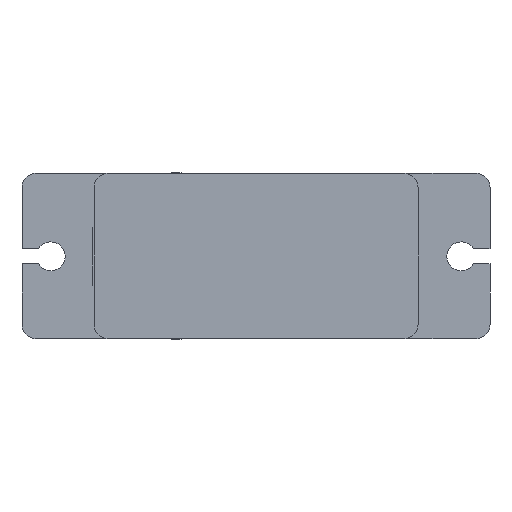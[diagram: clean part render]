
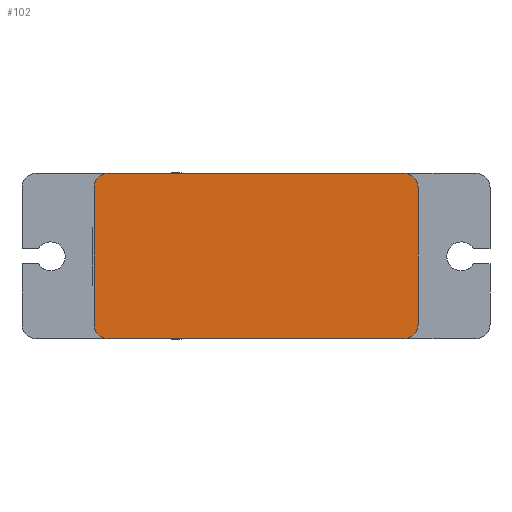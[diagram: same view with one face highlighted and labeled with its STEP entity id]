
A CAD part, front view. The second image highlights one B-rep face of the part: STEP entity #102.
In plain terms, the highlighted planar face has unit normal (0, -1, 0).
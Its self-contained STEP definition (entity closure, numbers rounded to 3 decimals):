
#102=ADVANCED_FACE('',(#1793),#1795,.F.);
#1793=FACE_BOUND('',#1794,.T.);
#1794=EDGE_LOOP('',(#3012,#3013,#3014,#3015,#3016,#3017,#3018,#3019));
#1795=PLANE('',#1796);
#1796=AXIS2_PLACEMENT_3D('',#1797,#1798,#1799);
#1797=CARTESIAN_POINT('',(0.,0.,0.));
#1798=DIRECTION('',(0.,1.,0.));
#1799=DIRECTION('',(1.,0.,0.));
#3012=ORIENTED_EDGE('',*,*,#4381,.F.);
#3013=ORIENTED_EDGE('',*,*,#4382,.F.);
#3014=ORIENTED_EDGE('',*,*,#4383,.F.);
#3015=ORIENTED_EDGE('',*,*,#4384,.F.);
#3016=ORIENTED_EDGE('',*,*,#4385,.F.);
#3017=ORIENTED_EDGE('',*,*,#4363,.F.);
#3018=ORIENTED_EDGE('',*,*,#4379,.F.);
#3019=ORIENTED_EDGE('',*,*,#4386,.F.);
#4363=EDGE_CURVE('',#4892,#4895,#4896,.T.);
#4379=EDGE_CURVE('',#4920,#4892,#4923,.F.);
#4381=EDGE_CURVE('',#4925,#4926,#4927,.F.);
#4382=EDGE_CURVE('',#4928,#4925,#4929,.T.);
#4383=EDGE_CURVE('',#4930,#4928,#4931,.F.);
#4384=EDGE_CURVE('',#4932,#4930,#4933,.T.);
#4385=EDGE_CURVE('',#4895,#4932,#4934,.F.);
#4386=EDGE_CURVE('',#4926,#4920,#4935,.T.);
#4892=VERTEX_POINT('',#5774);
#4895=VERTEX_POINT('',#5779);
#4896=LINE('',#5780,#5781);
#4920=VERTEX_POINT('',#5834);
#4923=CIRCLE('',#5839,1.);
#4925=VERTEX_POINT('',#5847);
#4926=VERTEX_POINT('',#5848);
#4927=CIRCLE('',#5849,1.);
#4928=VERTEX_POINT('',#5853);
#4929=LINE('',#5854,#5855);
#4930=VERTEX_POINT('',#5857);
#4931=CIRCLE('',#5858,1.);
#4932=VERTEX_POINT('',#5862);
#4933=LINE('',#5863,#5864);
#4934=CIRCLE('',#5866,1.);
#4935=LINE('',#5870,#5871);
#5774=CARTESIAN_POINT('',(-11.25,0.,-4.75));
#5779=CARTESIAN_POINT('',(-11.25,0.,4.75));
#5780=CARTESIAN_POINT('',(-11.25,0.,-4.75));
#5781=VECTOR('',#5782,1.);
#5782=DIRECTION('',(0.,0.,1.));
#5834=CARTESIAN_POINT('',(-10.25,0.,-5.75));
#5839=AXIS2_PLACEMENT_3D('',#5840,#5841,#5842);
#5840=CARTESIAN_POINT('',(-10.25,0.,-4.75));
#5841=DIRECTION('',(0.,-1.,0.));
#5842=DIRECTION('',(-1.,0.,0.));
#5847=CARTESIAN_POINT('',(11.25,0.,-4.75));
#5848=CARTESIAN_POINT('',(10.25,0.,-5.75));
#5849=AXIS2_PLACEMENT_3D('',#5850,#5851,#5852);
#5850=CARTESIAN_POINT('',(10.25,0.,-4.75));
#5851=DIRECTION('',(0.,-1.,0.));
#5852=DIRECTION('',(0.,0.,-1.));
#5853=CARTESIAN_POINT('',(11.25,0.,4.75));
#5854=CARTESIAN_POINT('',(11.25,0.,4.75));
#5855=VECTOR('',#5856,1.);
#5856=DIRECTION('',(0.,0.,-1.));
#5857=CARTESIAN_POINT('',(10.25,0.,5.75));
#5858=AXIS2_PLACEMENT_3D('',#5859,#5860,#5861);
#5859=CARTESIAN_POINT('',(10.25,0.,4.75));
#5860=DIRECTION('',(0.,-1.,0.));
#5861=DIRECTION('',(1.,0.,0.));
#5862=CARTESIAN_POINT('',(-10.25,0.,5.75));
#5863=CARTESIAN_POINT('',(-10.25,0.,5.75));
#5864=VECTOR('',#5865,1.);
#5865=DIRECTION('',(1.,0.,0.));
#5866=AXIS2_PLACEMENT_3D('',#5867,#5868,#5869);
#5867=CARTESIAN_POINT('',(-10.25,0.,4.75));
#5868=DIRECTION('',(0.,-1.,0.));
#5869=DIRECTION('',(0.,0.,1.));
#5870=CARTESIAN_POINT('',(10.25,0.,-5.75));
#5871=VECTOR('',#5872,1.);
#5872=DIRECTION('',(-1.,0.,0.));
